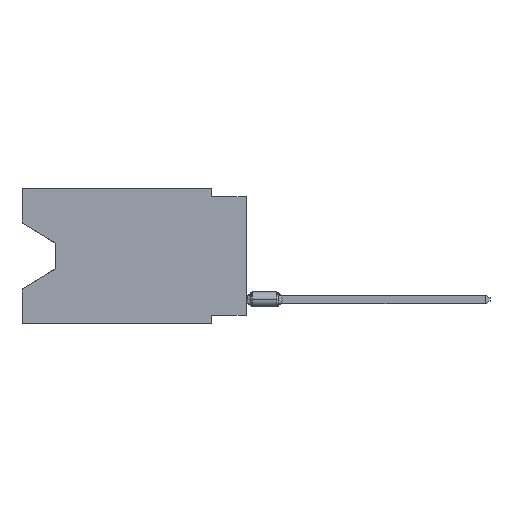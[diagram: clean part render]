
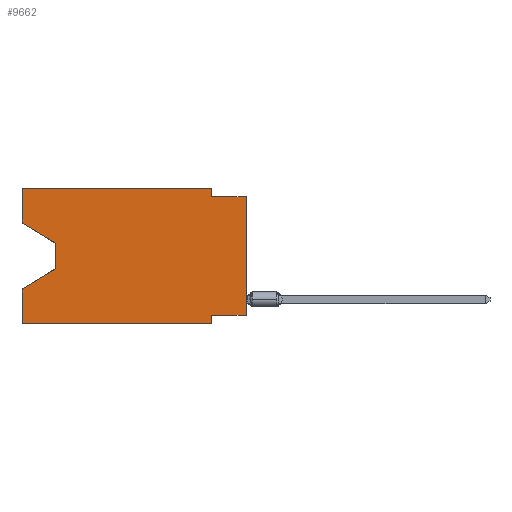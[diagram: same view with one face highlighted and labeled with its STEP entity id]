
A CAD part, left-side view. The second image highlights one B-rep face of the part: STEP entity #9662.
In plain terms, the highlighted planar face has unit normal (-1, 0, 0).
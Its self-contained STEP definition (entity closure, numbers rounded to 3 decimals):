
#101 = EDGE_CURVE ( 'NONE', #25241, #11130, #9356, .T. ) ;
#341 = EDGE_CURVE ( 'NONE', #7896, #9499, #18330, .T. ) ;
#444 = DIRECTION ( 'NONE',  ( 0., -0.855, -0.519 ) ) ;
#536 = VECTOR ( 'NONE', #15113, 1000. ) ;
#1829 = DIRECTION ( 'NONE',  ( 0., 0., -1. ) ) ;
#1888 = VECTOR ( 'NONE', #8716, 1000. ) ;
#2472 = ORIENTED_EDGE ( 'NONE', *, *, #12258, .F. ) ;
#2611 = EDGE_CURVE ( 'NONE', #29165, #25138, #18112, .T. ) ;
#2727 = VECTOR ( 'NONE', #6636, 1000. ) ;
#3663 = VERTEX_POINT ( 'NONE', #7263 ) ;
#4492 = EDGE_CURVE ( 'NONE', #9697, #9499, #22695, .T. ) ;
#4657 = EDGE_CURVE ( 'NONE', #7459, #25138, #27862, .T. ) ;
#4731 = VERTEX_POINT ( 'NONE', #15442 ) ;
#6231 = ORIENTED_EDGE ( 'NONE', *, *, #14363, .T. ) ;
#6283 = PLANE ( 'NONE',  #15235 ) ;
#6300 = LINE ( 'NONE', #26374, #15122 ) ;
#6482 = LINE ( 'NONE', #26854, #2727 ) ;
#6601 = EDGE_CURVE ( 'NONE', #3663, #17115, #23103, .T. ) ;
#6636 = DIRECTION ( 'NONE',  ( 0., 0., -1. ) ) ;
#6732 = ORIENTED_EDGE ( 'NONE', *, *, #2611, .T. ) ;
#6830 = CARTESIAN_POINT ( 'NONE',  ( 0., 16.383, -9.906 ) ) ;
#7263 = CARTESIAN_POINT ( 'NONE',  ( 0., 13.97, -5.893 ) ) ;
#7459 = VERTEX_POINT ( 'NONE', #19049 ) ;
#7896 = VERTEX_POINT ( 'NONE', #28027 ) ;
#8445 = ORIENTED_EDGE ( 'NONE', *, *, #341, .T. ) ;
#8716 = DIRECTION ( 'NONE',  ( 0., 0., 1. ) ) ;
#9339 = LINE ( 'NONE', #11703, #26726 ) ;
#9356 = LINE ( 'NONE', #22500, #11304 ) ;
#9499 = VERTEX_POINT ( 'NONE', #23548 ) ;
#9662 = ADVANCED_FACE ( 'NONE', ( #20011 ), #6283, .F. ) ;
#9697 = VERTEX_POINT ( 'NONE', #23237 ) ;
#10039 = EDGE_CURVE ( 'NONE', #7896, #17115, #17716, .T. ) ;
#10131 = DIRECTION ( 'NONE',  ( 0., -1., 0. ) ) ;
#11130 = VERTEX_POINT ( 'NONE', #24685 ) ;
#11304 = VECTOR ( 'NONE', #29170, 1000. ) ;
#11470 = DIRECTION ( 'NONE',  ( 0., 0., 1. ) ) ;
#11703 = CARTESIAN_POINT ( 'NONE',  ( 0., 16.383, -2.546 ) ) ;
#11992 = VECTOR ( 'NONE', #12453, 1000. ) ;
#12258 = EDGE_CURVE ( 'NONE', #11130, #4731, #28555, .T. ) ;
#12340 = ORIENTED_EDGE ( 'NONE', *, *, #18212, .F. ) ;
#12403 = EDGE_CURVE ( 'NONE', #25241, #20400, #9339, .T. ) ;
#12453 = DIRECTION ( 'NONE',  ( 0., 0.855, -0.519 ) ) ;
#12863 = VECTOR ( 'NONE', #10131, 1000. ) ;
#12931 = LINE ( 'NONE', #19085, #25784 ) ;
#13392 = EDGE_LOOP ( 'NONE', ( #24521, #6231, #24620, #28192, #8445, #20282, #13809, #6732, #22483, #12340, #2472, #18638 ) ) ;
#13546 = DIRECTION ( 'NONE',  ( 0., 0., -1. ) ) ;
#13696 = CARTESIAN_POINT ( 'NONE',  ( 0., 2.54, -9.906 ) ) ;
#13809 = ORIENTED_EDGE ( 'NONE', *, *, #29232, .F. ) ;
#13826 = CARTESIAN_POINT ( 'NONE',  ( 0., 0., 0. ) ) ;
#13984 = CARTESIAN_POINT ( 'NONE',  ( 0., 0., -9.271 ) ) ;
#14363 = EDGE_CURVE ( 'NONE', #20400, #3663, #6482, .T. ) ;
#14938 = VECTOR ( 'NONE', #11470, 1000. ) ;
#15113 = DIRECTION ( 'NONE',  ( 0., -1., 0. ) ) ;
#15122 = VECTOR ( 'NONE', #28750, 1000. ) ;
#15235 = AXIS2_PLACEMENT_3D ( 'NONE', #29030, #15283, #1829 ) ;
#15283 = DIRECTION ( 'NONE',  ( 1., 0., 0. ) ) ;
#15442 = CARTESIAN_POINT ( 'NONE',  ( 0., 2.54, 0. ) ) ;
#15592 = CARTESIAN_POINT ( 'NONE',  ( 0., 16.383, -7.36 ) ) ;
#16791 = VECTOR ( 'NONE', #24811, 1000. ) ;
#17115 = VERTEX_POINT ( 'NONE', #15592 ) ;
#17316 = CARTESIAN_POINT ( 'NONE',  ( 0., 16.383, 0. ) ) ;
#17547 = CARTESIAN_POINT ( 'NONE',  ( 0., 16.383, -2.546 ) ) ;
#17716 = LINE ( 'NONE', #29109, #1888 ) ;
#18112 = LINE ( 'NONE', #13826, #14938 ) ;
#18212 = EDGE_CURVE ( 'NONE', #4731, #7459, #12931, .T. ) ;
#18330 = LINE ( 'NONE', #6830, #16791 ) ;
#18638 = ORIENTED_EDGE ( 'NONE', *, *, #101, .F. ) ;
#19049 = CARTESIAN_POINT ( 'NONE',  ( 0., 2.54, -0.635 ) ) ;
#19085 = CARTESIAN_POINT ( 'NONE',  ( 0., 2.54, 0. ) ) ;
#19456 = VECTOR ( 'NONE', #13546, 1000. ) ;
#20011 = FACE_OUTER_BOUND ( 'NONE', #13392, .T. ) ;
#20282 = ORIENTED_EDGE ( 'NONE', *, *, #4492, .F. ) ;
#20400 = VERTEX_POINT ( 'NONE', #22266 ) ;
#20880 = CARTESIAN_POINT ( 'NONE',  ( 0., 13.97, -5.893 ) ) ;
#21375 = CARTESIAN_POINT ( 'NONE',  ( 0., 0., -0.635 ) ) ;
#22266 = CARTESIAN_POINT ( 'NONE',  ( 0., 13.97, -4.013 ) ) ;
#22483 = ORIENTED_EDGE ( 'NONE', *, *, #4657, .F. ) ;
#22500 = CARTESIAN_POINT ( 'NONE',  ( 0., 16.383, 0. ) ) ;
#22695 = LINE ( 'NONE', #13696, #19456 ) ;
#23103 = LINE ( 'NONE', #20880, #11992 ) ;
#23237 = CARTESIAN_POINT ( 'NONE',  ( 0., 2.54, -9.271 ) ) ;
#23548 = CARTESIAN_POINT ( 'NONE',  ( 0., 2.54, -9.906 ) ) ;
#23699 = CARTESIAN_POINT ( 'NONE',  ( 0., 0., -0.635 ) ) ;
#24521 = ORIENTED_EDGE ( 'NONE', *, *, #12403, .T. ) ;
#24620 = ORIENTED_EDGE ( 'NONE', *, *, #6601, .T. ) ;
#24685 = CARTESIAN_POINT ( 'NONE',  ( 0., 16.383, 0. ) ) ;
#24811 = DIRECTION ( 'NONE',  ( 0., -1., 0. ) ) ;
#25138 = VERTEX_POINT ( 'NONE', #21375 ) ;
#25241 = VERTEX_POINT ( 'NONE', #17547 ) ;
#25582 = DIRECTION ( 'NONE',  ( 0., 0., -1. ) ) ;
#25784 = VECTOR ( 'NONE', #25582, 1000. ) ;
#26374 = CARTESIAN_POINT ( 'NONE',  ( 0., 0., -9.271 ) ) ;
#26726 = VECTOR ( 'NONE', #444, 1000. ) ;
#26854 = CARTESIAN_POINT ( 'NONE',  ( 0., 13.97, -4.013 ) ) ;
#27862 = LINE ( 'NONE', #23699, #12863 ) ;
#28027 = CARTESIAN_POINT ( 'NONE',  ( 0., 16.383, -9.906 ) ) ;
#28192 = ORIENTED_EDGE ( 'NONE', *, *, #10039, .F. ) ;
#28555 = LINE ( 'NONE', #17316, #536 ) ;
#28750 = DIRECTION ( 'NONE',  ( 0., 1., 0. ) ) ;
#29030 = CARTESIAN_POINT ( 'NONE',  ( 0., 16.383, 0. ) ) ;
#29109 = CARTESIAN_POINT ( 'NONE',  ( 0., 16.383, 0. ) ) ;
#29165 = VERTEX_POINT ( 'NONE', #13984 ) ;
#29170 = DIRECTION ( 'NONE',  ( 0., 0., 1. ) ) ;
#29232 = EDGE_CURVE ( 'NONE', #29165, #9697, #6300, .T. ) ;
